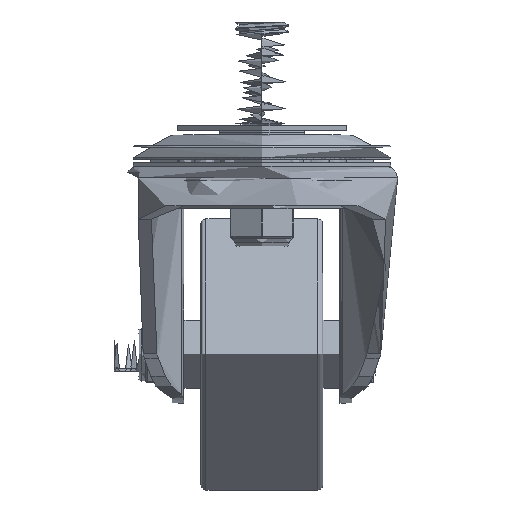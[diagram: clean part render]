
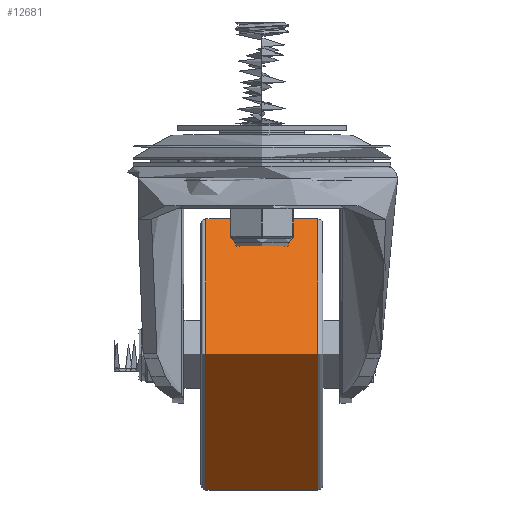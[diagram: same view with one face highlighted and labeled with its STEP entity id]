
A CAD part, left-side view. The second image highlights one B-rep face of the part: STEP entity #12681.
In plain terms, the highlighted cylindrical face has radius 40 mm (diameter 80 mm), a full revolution.
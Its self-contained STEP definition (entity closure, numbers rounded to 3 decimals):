
#1807=LINE('',#19345,#2561);
#2561=VECTOR('',#15303,40.);
#3294=CYLINDRICAL_SURFACE('',#13863,40.);
#3591=FACE_OUTER_BOUND('',#4391,.T.);
#4391=EDGE_LOOP('',(#9161,#9162,#9163,#9164));
#5309=CIRCLE('',#13862,40.);
#5310=CIRCLE('',#13864,40.);
#5797=VERTEX_POINT('',#19340);
#5798=VERTEX_POINT('',#19344);
#7097=EDGE_CURVE('',#5797,#5797,#5309,.T.);
#7098=EDGE_CURVE('',#5797,#5798,#1807,.T.);
#7099=EDGE_CURVE('',#5798,#5798,#5310,.T.);
#9161=ORIENTED_EDGE('',*,*,#7097,.F.);
#9162=ORIENTED_EDGE('',*,*,#7098,.T.);
#9163=ORIENTED_EDGE('',*,*,#7099,.T.);
#9164=ORIENTED_EDGE('',*,*,#7098,.F.);
#12681=ADVANCED_FACE('',(#3591),#3294,.T.);
#13862=AXIS2_PLACEMENT_3D('',#19342,#15299,#15300);
#13863=AXIS2_PLACEMENT_3D('',#19343,#15301,#15302);
#13864=AXIS2_PLACEMENT_3D('',#19346,#15304,#15305);
#15299=DIRECTION('center_axis',(0.,1.,0.));
#15300=DIRECTION('ref_axis',(0.,0.,1.));
#15301=DIRECTION('center_axis',(0.,1.,0.));
#15302=DIRECTION('ref_axis',(0.,0.,1.));
#15303=DIRECTION('',(0.,-1.,0.));
#15304=DIRECTION('center_axis',(0.,1.,0.));
#15305=DIRECTION('ref_axis',(0.,0.,1.));
#19340=CARTESIAN_POINT('',(0.,16.5,-40.));
#19342=CARTESIAN_POINT('Origin',(0.,16.5,0.));
#19343=CARTESIAN_POINT('Origin',(0.,0.,0.));
#19344=CARTESIAN_POINT('',(0.,-16.5,-40.));
#19345=CARTESIAN_POINT('',(0.,0.,-40.));
#19346=CARTESIAN_POINT('Origin',(0.,-16.5,0.));
